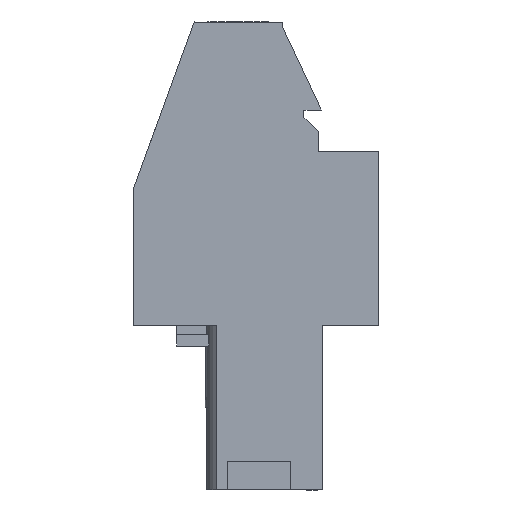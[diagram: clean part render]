
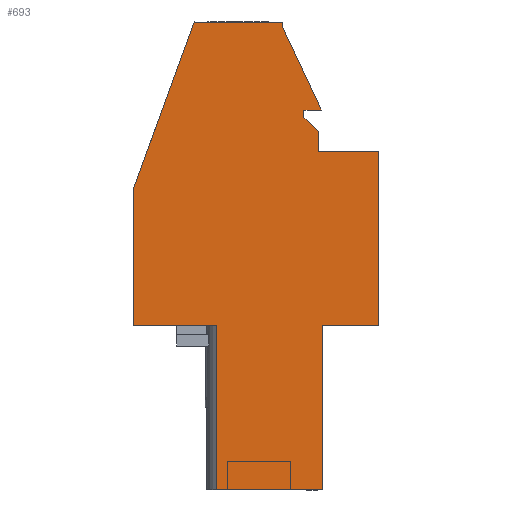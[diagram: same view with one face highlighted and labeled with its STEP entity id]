
A CAD part, left-side view. The second image highlights one B-rep face of the part: STEP entity #693.
In plain terms, the highlighted planar face has unit normal (-1, 0, 0).
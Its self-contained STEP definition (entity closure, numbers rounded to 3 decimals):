
#577=AXIS2_PLACEMENT_3D('Plane Axis2P3D',#574,#575,#576) ;
#49=CARTESIAN_POINT('Vertex',(0.,2.711,7.95)) ;
#52=CARTESIAN_POINT('Line Origine',(0.,2.711,3.975)) ;
#56=CARTESIAN_POINT('Vertex',(0.,2.711,0.)) ;
#107=CARTESIAN_POINT('Line Origine',(0.,1.356,7.95)) ;
#111=CARTESIAN_POINT('Vertex',(0.,0.,7.95)) ;
#574=CARTESIAN_POINT('Axis2P3D Location',(0.,12.132,0.)) ;
#579=CARTESIAN_POINT('Line Origine',(0.,5.261,0.)) ;
#583=CARTESIAN_POINT('Vertex',(0.,7.811,0.)) ;
#586=CARTESIAN_POINT('Line Origine',(0.,0.,12.15)) ;
#590=CARTESIAN_POINT('Vertex',(0.,0.,16.35)) ;
#593=CARTESIAN_POINT('Line Origine',(0.,1.45,16.35)) ;
#597=CARTESIAN_POINT('Vertex',(0.,2.9,16.35)) ;
#600=CARTESIAN_POINT('Line Origine',(0.,2.9,16.825)) ;
#604=CARTESIAN_POINT('Vertex',(0.,2.9,17.3)) ;
#607=CARTESIAN_POINT('Line Origine',(0.,3.25,17.65)) ;
#611=CARTESIAN_POINT('Vertex',(0.,3.6,18.)) ;
#614=CARTESIAN_POINT('Line Origine',(0.,3.6,18.175)) ;
#618=CARTESIAN_POINT('Vertex',(0.,3.6,18.35)) ;
#621=CARTESIAN_POINT('Line Origine',(0.,3.18,18.35)) ;
#625=CARTESIAN_POINT('Vertex',(0.,2.76,18.35)) ;
#628=CARTESIAN_POINT('Line Origine',(0.,3.704,20.375)) ;
#632=CARTESIAN_POINT('Vertex',(0.,4.649,22.4)) ;
#635=CARTESIAN_POINT('Line Origine',(0.,4.649,22.5)) ;
#639=CARTESIAN_POINT('Vertex',(0.,4.649,22.6)) ;
#642=CARTESIAN_POINT('Line Origine',(0.,6.778,22.6)) ;
#646=CARTESIAN_POINT('Vertex',(0.,8.908,22.6)) ;
#649=CARTESIAN_POINT('Line Origine',(0.,10.369,18.586)) ;
#653=CARTESIAN_POINT('Vertex',(0.,11.83,14.572)) ;
#656=CARTESIAN_POINT('Line Origine',(0.,11.83,11.261)) ;
#660=CARTESIAN_POINT('Vertex',(0.,11.83,7.95)) ;
#663=CARTESIAN_POINT('Line Origine',(0.,9.821,7.95)) ;
#667=CARTESIAN_POINT('Vertex',(0.,7.811,7.95)) ;
#670=CARTESIAN_POINT('Line Origine',(0.,7.811,3.975)) ;
#53=DIRECTION('Vector Direction',(0.,0.,1.)) ;
#108=DIRECTION('Vector Direction',(0.,1.,0.)) ;
#575=DIRECTION('Axis2P3D Direction',(-1.,0.,0.)) ;
#576=DIRECTION('Axis2P3D XDirection',(0.,-1.,0.)) ;
#580=DIRECTION('Vector Direction',(0.,1.,0.)) ;
#587=DIRECTION('Vector Direction',(0.,0.,1.)) ;
#594=DIRECTION('Vector Direction',(0.,1.,0.)) ;
#601=DIRECTION('Vector Direction',(0.,0.,1.)) ;
#608=DIRECTION('Vector Direction',(0.,0.707,0.707)) ;
#615=DIRECTION('Vector Direction',(0.,0.,1.)) ;
#622=DIRECTION('Vector Direction',(0.,-1.,0.)) ;
#629=DIRECTION('Vector Direction',(0.,0.423,0.906)) ;
#636=DIRECTION('Vector Direction',(0.,0.,1.)) ;
#643=DIRECTION('Vector Direction',(0.,1.,0.)) ;
#650=DIRECTION('Vector Direction',(0.,0.342,-0.94)) ;
#657=DIRECTION('Vector Direction',(0.,0.,1.)) ;
#664=DIRECTION('Vector Direction',(0.,-1.,0.)) ;
#671=DIRECTION('Vector Direction',(0.,0.,-1.)) ;
#54=VECTOR('Line Direction',#53,1.) ;
#109=VECTOR('Line Direction',#108,1.) ;
#581=VECTOR('Line Direction',#580,1.) ;
#588=VECTOR('Line Direction',#587,1.) ;
#595=VECTOR('Line Direction',#594,1.) ;
#602=VECTOR('Line Direction',#601,1.) ;
#609=VECTOR('Line Direction',#608,1.) ;
#616=VECTOR('Line Direction',#615,1.) ;
#623=VECTOR('Line Direction',#622,1.) ;
#630=VECTOR('Line Direction',#629,1.) ;
#637=VECTOR('Line Direction',#636,1.) ;
#644=VECTOR('Line Direction',#643,1.) ;
#651=VECTOR('Line Direction',#650,1.) ;
#658=VECTOR('Line Direction',#657,1.) ;
#665=VECTOR('Line Direction',#664,1.) ;
#672=VECTOR('Line Direction',#671,1.) ;
#676=ORIENTED_EDGE('',*,*,#585,.T.) ;
#677=ORIENTED_EDGE('',*,*,#58,.T.) ;
#678=ORIENTED_EDGE('',*,*,#113,.T.) ;
#679=ORIENTED_EDGE('',*,*,#592,.T.) ;
#680=ORIENTED_EDGE('',*,*,#599,.T.) ;
#681=ORIENTED_EDGE('',*,*,#606,.T.) ;
#682=ORIENTED_EDGE('',*,*,#613,.T.) ;
#683=ORIENTED_EDGE('',*,*,#620,.T.) ;
#684=ORIENTED_EDGE('',*,*,#627,.T.) ;
#685=ORIENTED_EDGE('',*,*,#634,.T.) ;
#686=ORIENTED_EDGE('',*,*,#641,.T.) ;
#687=ORIENTED_EDGE('',*,*,#648,.T.) ;
#688=ORIENTED_EDGE('',*,*,#655,.T.) ;
#689=ORIENTED_EDGE('',*,*,#662,.T.) ;
#690=ORIENTED_EDGE('',*,*,#669,.F.) ;
#691=ORIENTED_EDGE('',*,*,#674,.T.) ;
#693=ADVANCED_FACE('HOUSING',(#692),#578,.T.) ;
#58=EDGE_CURVE('',#57,#50,#55,.T.) ;
#113=EDGE_CURVE('',#50,#112,#110,.F.) ;
#585=EDGE_CURVE('',#584,#57,#582,.F.) ;
#592=EDGE_CURVE('',#112,#591,#589,.T.) ;
#599=EDGE_CURVE('',#591,#598,#596,.T.) ;
#606=EDGE_CURVE('',#598,#605,#603,.T.) ;
#613=EDGE_CURVE('',#605,#612,#610,.T.) ;
#620=EDGE_CURVE('',#612,#619,#617,.T.) ;
#627=EDGE_CURVE('',#619,#626,#624,.T.) ;
#634=EDGE_CURVE('',#626,#633,#631,.T.) ;
#641=EDGE_CURVE('',#633,#640,#638,.T.) ;
#648=EDGE_CURVE('',#640,#647,#645,.T.) ;
#655=EDGE_CURVE('',#647,#654,#652,.T.) ;
#662=EDGE_CURVE('',#654,#661,#659,.F.) ;
#669=EDGE_CURVE('',#668,#661,#666,.F.) ;
#674=EDGE_CURVE('',#668,#584,#673,.T.) ;
#675=EDGE_LOOP('',(#676,#677,#678,#679,#680,#681,#682,#683,#684,#685,#686,#687,#688,#689,#690,#691)) ;
#692=FACE_OUTER_BOUND('',#675,.T.) ;
#55=LINE('Line',#52,#54) ;
#110=LINE('Line',#107,#109) ;
#582=LINE('Line',#579,#581) ;
#589=LINE('Line',#586,#588) ;
#596=LINE('Line',#593,#595) ;
#603=LINE('Line',#600,#602) ;
#610=LINE('Line',#607,#609) ;
#617=LINE('Line',#614,#616) ;
#624=LINE('Line',#621,#623) ;
#631=LINE('Line',#628,#630) ;
#638=LINE('Line',#635,#637) ;
#645=LINE('Line',#642,#644) ;
#652=LINE('Line',#649,#651) ;
#659=LINE('Line',#656,#658) ;
#666=LINE('Line',#663,#665) ;
#673=LINE('Line',#670,#672) ;
#578=PLANE('',#577) ;
#50=VERTEX_POINT('',#49) ;
#57=VERTEX_POINT('',#56) ;
#112=VERTEX_POINT('',#111) ;
#584=VERTEX_POINT('',#583) ;
#591=VERTEX_POINT('',#590) ;
#598=VERTEX_POINT('',#597) ;
#605=VERTEX_POINT('',#604) ;
#612=VERTEX_POINT('',#611) ;
#619=VERTEX_POINT('',#618) ;
#626=VERTEX_POINT('',#625) ;
#633=VERTEX_POINT('',#632) ;
#640=VERTEX_POINT('',#639) ;
#647=VERTEX_POINT('',#646) ;
#654=VERTEX_POINT('',#653) ;
#661=VERTEX_POINT('',#660) ;
#668=VERTEX_POINT('',#667) ;
